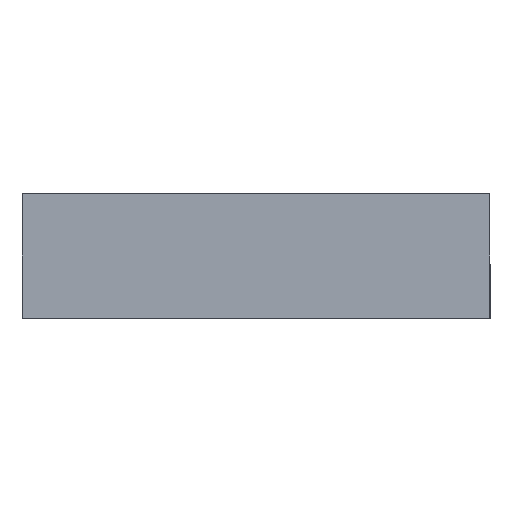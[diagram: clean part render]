
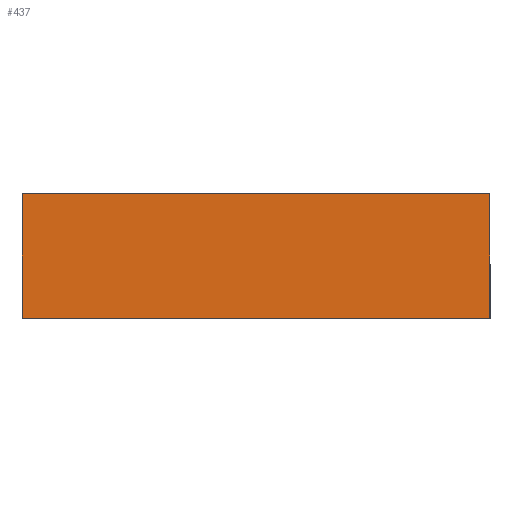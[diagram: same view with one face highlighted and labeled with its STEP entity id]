
A CAD part, left-side view. The second image highlights one B-rep face of the part: STEP entity #437.
In plain terms, the highlighted planar face has unit normal (-1, 0, 0).
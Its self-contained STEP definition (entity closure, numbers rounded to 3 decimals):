
#33 = DIRECTION ( 'NONE',  ( 0., 0., -1. ) ) ;
#63 = EDGE_CURVE ( 'NONE', #1212, #1193, #501, .T. ) ;
#95 = ORIENTED_EDGE ( 'NONE', *, *, #467, .F. ) ;
#108 = PLANE ( 'NONE',  #308 ) ;
#117 = DIRECTION ( 'NONE',  ( 1., 0., 0. ) ) ;
#129 = CARTESIAN_POINT ( 'NONE',  ( -19., 15., -4. ) ) ;
#130 = ORIENTED_EDGE ( 'NONE', *, *, #63, .T. ) ;
#174 = VERTEX_POINT ( 'NONE', #1160 ) ;
#222 = CARTESIAN_POINT ( 'NONE',  ( -19., -15., -4. ) ) ;
#279 = VERTEX_POINT ( 'NONE', #712 ) ;
#308 = AXIS2_PLACEMENT_3D ( 'NONE', #1074, #117, #725 ) ;
#317 = CARTESIAN_POINT ( 'NONE',  ( -19., -15., -4. ) ) ;
#330 = VECTOR ( 'NONE', #427, 1000. ) ;
#350 = ORIENTED_EDGE ( 'NONE', *, *, #1085, .T. ) ;
#427 = DIRECTION ( 'NONE',  ( 0., -1., 0. ) ) ;
#437 = ADVANCED_FACE ( 'NONE', ( #840 ), #108, .F. ) ;
#455 = CARTESIAN_POINT ( 'NONE',  ( -19., -15., 4. ) ) ;
#467 = EDGE_CURVE ( 'NONE', #174, #279, #967, .T. ) ;
#475 = EDGE_LOOP ( 'NONE', ( #130, #1292, #95, #350 ) ) ;
#496 = DIRECTION ( 'NONE',  ( 0., 0., -1. ) ) ;
#501 = LINE ( 'NONE', #317, #797 ) ;
#507 = CARTESIAN_POINT ( 'NONE',  ( -19., 15., 4. ) ) ;
#613 = VECTOR ( 'NONE', #33, 1000. ) ;
#712 = CARTESIAN_POINT ( 'NONE',  ( -19., -15., 4. ) ) ;
#725 = DIRECTION ( 'NONE',  ( 0., 0., -1. ) ) ;
#797 = VECTOR ( 'NONE', #946, 1000. ) ;
#833 = EDGE_CURVE ( 'NONE', #279, #1193, #960, .T. ) ;
#840 = FACE_OUTER_BOUND ( 'NONE', #475, .T. ) ;
#946 = DIRECTION ( 'NONE',  ( 0., -1., 0. ) ) ;
#960 = LINE ( 'NONE', #455, #613 ) ;
#967 = LINE ( 'NONE', #1276, #330 ) ;
#1009 = LINE ( 'NONE', #507, #1018 ) ;
#1018 = VECTOR ( 'NONE', #496, 1000. ) ;
#1074 = CARTESIAN_POINT ( 'NONE',  ( -19., -15., 4. ) ) ;
#1085 = EDGE_CURVE ( 'NONE', #174, #1212, #1009, .T. ) ;
#1160 = CARTESIAN_POINT ( 'NONE',  ( -19., 15., 4. ) ) ;
#1193 = VERTEX_POINT ( 'NONE', #222 ) ;
#1212 = VERTEX_POINT ( 'NONE', #129 ) ;
#1276 = CARTESIAN_POINT ( 'NONE',  ( -19., -15., 4. ) ) ;
#1292 = ORIENTED_EDGE ( 'NONE', *, *, #833, .F. ) ;
